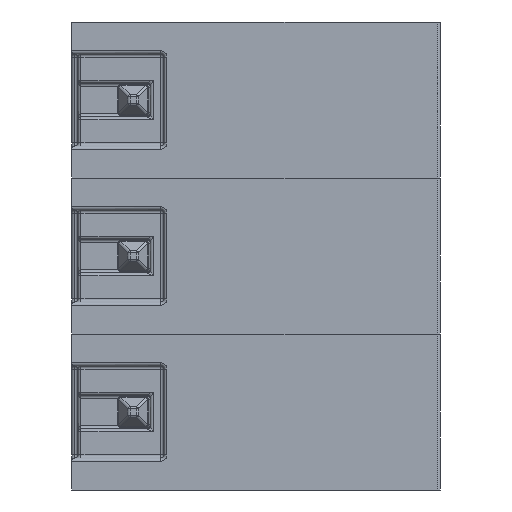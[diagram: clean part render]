
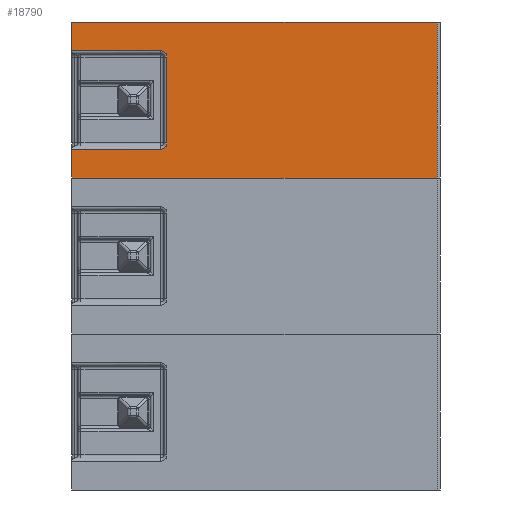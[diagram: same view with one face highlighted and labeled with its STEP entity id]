
A CAD part, front view. The second image highlights one B-rep face of the part: STEP entity #18790.
In plain terms, the highlighted planar face has unit normal (0, -1, 0).
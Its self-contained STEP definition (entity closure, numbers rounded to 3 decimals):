
#143 = CARTESIAN_POINT ( 'NONE',  ( 0.9, 0., 1.4 ) ) ;
#300 = ORIENTED_EDGE ( 'NONE', *, *, #2216, .F. ) ;
#308 = CARTESIAN_POINT ( 'NONE',  ( -2., 0., 1.6 ) ) ;
#941 = LINE ( 'NONE', #26674, #9704 ) ;
#1456 = VERTEX_POINT ( 'NONE', #35658 ) ;
#2110 = VERTEX_POINT ( 'NONE', #23574 ) ;
#2150 = CARTESIAN_POINT ( 'NONE',  ( -2., 0., 2.54 ) ) ;
#2195 = EDGE_CURVE ( 'NONE', #26662, #39307, #7991, .T. ) ;
#2216 = EDGE_CURVE ( 'NONE', #7594, #5806, #13203, .T. ) ;
#2269 = DIRECTION ( 'NONE',  ( 1., 0., 0. ) ) ;
#3064 = LINE ( 'NONE', #31322, #14607 ) ;
#3395 = ORIENTED_EDGE ( 'NONE', *, *, #30362, .F. ) ;
#3661 = DIRECTION ( 'NONE',  ( 0., -1., 0. ) ) ;
#3833 = CARTESIAN_POINT ( 'NONE',  ( -2., 0., -2.54 ) ) ;
#3942 = VERTEX_POINT ( 'NONE', #308 ) ;
#4141 = VECTOR ( 'NONE', #21481, 1000. ) ;
#4517 = EDGE_CURVE ( 'NONE', #3942, #26662, #39032, .T. ) ;
#5360 = AXIS2_PLACEMENT_3D ( 'NONE', #19638, #28327, #5950 ) ;
#5806 = VERTEX_POINT ( 'NONE', #35560 ) ;
#5950 = DIRECTION ( 'NONE',  ( 0., 0., -1. ) ) ;
#6597 = CARTESIAN_POINT ( 'NONE',  ( -2., 0., -2.54 ) ) ;
#6835 = AXIS2_PLACEMENT_3D ( 'NONE', #9910, #3661, #34116 ) ;
#7594 = VERTEX_POINT ( 'NONE', #12724 ) ;
#7991 = LINE ( 'NONE', #2150, #26634 ) ;
#8381 = DIRECTION ( 'NONE',  ( -1., 0., 0. ) ) ;
#8951 = CARTESIAN_POINT ( 'NONE',  ( 9.9, 0., -2.54 ) ) ;
#9122 = FACE_OUTER_BOUND ( 'NONE', #13801, .T. ) ;
#9389 = ORIENTED_EDGE ( 'NONE', *, *, #29960, .T. ) ;
#9432 = CIRCLE ( 'NONE', #37794, 0.2 ) ;
#9704 = VECTOR ( 'NONE', #2269, 1000. ) ;
#9910 = CARTESIAN_POINT ( 'NONE',  ( -2., 0., -2.54 ) ) ;
#10731 = VECTOR ( 'NONE', #16355, 1000. ) ;
#10944 = EDGE_CURVE ( 'NONE', #7594, #1456, #36063, .T. ) ;
#11210 = VECTOR ( 'NONE', #23724, 1000. ) ;
#11566 = VERTEX_POINT ( 'NONE', #25876 ) ;
#12025 = VECTOR ( 'NONE', #8381, 1000. ) ;
#12128 = CARTESIAN_POINT ( 'NONE',  ( -2., 0., 2.54 ) ) ;
#12724 = CARTESIAN_POINT ( 'NONE',  ( 0.9, 0., -1.6 ) ) ;
#13203 = CIRCLE ( 'NONE', #5360, 0.2 ) ;
#13801 = EDGE_LOOP ( 'NONE', ( #300, #16766, #3395, #17386, #16824, #35989, #14204, #26180, #14637, #9389 ) ) ;
#13882 = EDGE_CURVE ( 'NONE', #11566, #15308, #9432, .T. ) ;
#14204 = ORIENTED_EDGE ( 'NONE', *, *, #4517, .F. ) ;
#14321 = EDGE_CURVE ( 'NONE', #3942, #15308, #19874, .T. ) ;
#14495 = DIRECTION ( 'NONE',  ( 1., 0., 0. ) ) ;
#14607 = VECTOR ( 'NONE', #33944, 1000. ) ;
#14637 = ORIENTED_EDGE ( 'NONE', *, *, #13882, .F. ) ;
#14690 = CARTESIAN_POINT ( 'NONE',  ( -2., 0., -1.6 ) ) ;
#15033 = LINE ( 'NONE', #8951, #4141 ) ;
#15308 = VERTEX_POINT ( 'NONE', #16044 ) ;
#16044 = CARTESIAN_POINT ( 'NONE',  ( 0.9, 0., 1.6 ) ) ;
#16355 = DIRECTION ( 'NONE',  ( 0., 0., 1. ) ) ;
#16766 = ORIENTED_EDGE ( 'NONE', *, *, #10944, .T. ) ;
#16824 = ORIENTED_EDGE ( 'NONE', *, *, #37846, .T. ) ;
#17386 = ORIENTED_EDGE ( 'NONE', *, *, #27217, .T. ) ;
#18790 = ADVANCED_FACE ( 'NONE', ( #9122 ), #21039, .T. ) ;
#19509 = VERTEX_POINT ( 'NONE', #3833 ) ;
#19638 = CARTESIAN_POINT ( 'NONE',  ( 0.9, 0., -1.4 ) ) ;
#19670 = DIRECTION ( 'NONE',  ( 1., 0., 0. ) ) ;
#19874 = LINE ( 'NONE', #31990, #28792 ) ;
#21039 = PLANE ( 'NONE',  #6835 ) ;
#21481 = DIRECTION ( 'NONE',  ( 0., 0., 1. ) ) ;
#22802 = LINE ( 'NONE', #6597, #10731 ) ;
#23574 = CARTESIAN_POINT ( 'NONE',  ( 9.9, 0., -2.54 ) ) ;
#23724 = DIRECTION ( 'NONE',  ( 0., 0., 1. ) ) ;
#24557 = DIRECTION ( 'NONE',  ( 0., -1., 0. ) ) ;
#25876 = CARTESIAN_POINT ( 'NONE',  ( 1.1, 0., 1.4 ) ) ;
#26180 = ORIENTED_EDGE ( 'NONE', *, *, #14321, .T. ) ;
#26634 = VECTOR ( 'NONE', #14495, 1000. ) ;
#26662 = VERTEX_POINT ( 'NONE', #12128 ) ;
#26674 = CARTESIAN_POINT ( 'NONE',  ( -2., 0., -2.54 ) ) ;
#27217 = EDGE_CURVE ( 'NONE', #19509, #2110, #941, .T. ) ;
#28327 = DIRECTION ( 'NONE',  ( 0., -1., 0. ) ) ;
#28792 = VECTOR ( 'NONE', #19670, 1000. ) ;
#29741 = CARTESIAN_POINT ( 'NONE',  ( -2., 0., -2.54 ) ) ;
#29960 = EDGE_CURVE ( 'NONE', #11566, #5806, #3064, .T. ) ;
#30362 = EDGE_CURVE ( 'NONE', #19509, #1456, #22802, .T. ) ;
#31233 = DIRECTION ( 'NONE',  ( 0., 0., -1. ) ) ;
#31322 = CARTESIAN_POINT ( 'NONE',  ( 1.1, 0., -1.5 ) ) ;
#31990 = CARTESIAN_POINT ( 'NONE',  ( 1., 0., 1.6 ) ) ;
#33944 = DIRECTION ( 'NONE',  ( 0., 0., -1. ) ) ;
#34116 = DIRECTION ( 'NONE',  ( 0., 0., -1. ) ) ;
#35560 = CARTESIAN_POINT ( 'NONE',  ( 1.1, 0., -1.4 ) ) ;
#35658 = CARTESIAN_POINT ( 'NONE',  ( -2., 0., -1.6 ) ) ;
#35989 = ORIENTED_EDGE ( 'NONE', *, *, #2195, .F. ) ;
#36063 = LINE ( 'NONE', #14690, #12025 ) ;
#37794 = AXIS2_PLACEMENT_3D ( 'NONE', #143, #24557, #31233 ) ;
#37846 = EDGE_CURVE ( 'NONE', #2110, #39307, #15033, .T. ) ;
#39032 = LINE ( 'NONE', #29741, #11210 ) ;
#39307 = VERTEX_POINT ( 'NONE', #39316 ) ;
#39316 = CARTESIAN_POINT ( 'NONE',  ( 9.9, 0., 2.54 ) ) ;
